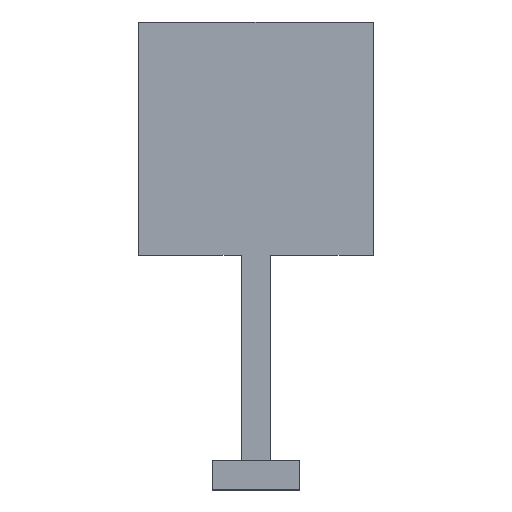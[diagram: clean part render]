
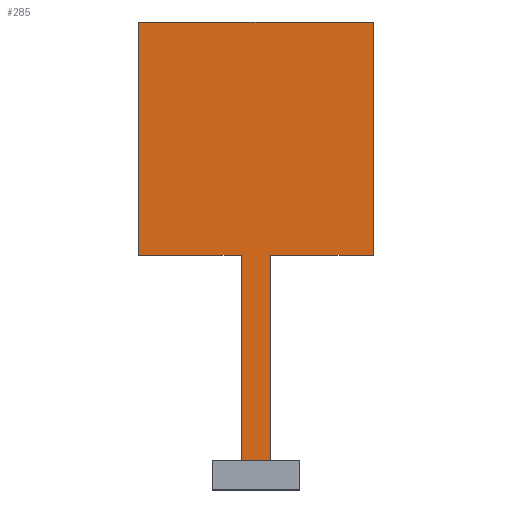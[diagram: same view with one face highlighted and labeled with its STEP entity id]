
A CAD part, top view. The second image highlights one B-rep face of the part: STEP entity #285.
In plain terms, the highlighted planar face has unit normal (0, 0, 1).
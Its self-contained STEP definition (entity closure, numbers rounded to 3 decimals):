
#35=FACE_OUTER_BOUND('',#51,.T.);
#51=EDGE_LOOP('',(#248,#249,#250,#251,#252,#253,#254,#255));
#54=LINE('',#397,#90);
#58=LINE('',#406,#94);
#73=LINE('',#434,#109);
#74=LINE('',#438,#110);
#79=LINE('',#447,#115);
#80=LINE('',#450,#116);
#83=LINE('',#456,#119);
#86=LINE('',#461,#122);
#90=VECTOR('',#327,10.);
#94=VECTOR('',#333,10.);
#109=VECTOR('',#358,10.);
#110=VECTOR('',#363,10.);
#115=VECTOR('',#370,10.);
#116=VECTOR('',#373,10.);
#119=VECTOR('',#378,10.);
#122=VECTOR('',#383,10.);
#126=VERTEX_POINT('',#394);
#127=VERTEX_POINT('',#396);
#130=VERTEX_POINT('',#403);
#131=VERTEX_POINT('',#405);
#140=VERTEX_POINT('',#437);
#143=VERTEX_POINT('',#445);
#144=VERTEX_POINT('',#449);
#146=VERTEX_POINT('',#455);
#150=EDGE_CURVE('',#127,#126,#54,.T.);
#154=EDGE_CURVE('',#131,#130,#58,.T.);
#169=EDGE_CURVE('',#127,#130,#73,.T.);
#170=EDGE_CURVE('',#131,#140,#74,.T.);
#175=EDGE_CURVE('',#143,#126,#79,.T.);
#176=EDGE_CURVE('',#140,#144,#80,.T.);
#179=EDGE_CURVE('',#146,#143,#83,.T.);
#182=EDGE_CURVE('',#144,#146,#86,.T.);
#248=ORIENTED_EDGE('',*,*,#182,.F.);
#249=ORIENTED_EDGE('',*,*,#176,.F.);
#250=ORIENTED_EDGE('',*,*,#170,.F.);
#251=ORIENTED_EDGE('',*,*,#154,.T.);
#252=ORIENTED_EDGE('',*,*,#169,.F.);
#253=ORIENTED_EDGE('',*,*,#150,.T.);
#254=ORIENTED_EDGE('',*,*,#175,.F.);
#255=ORIENTED_EDGE('',*,*,#179,.F.);
#270=PLANE('',#320);
#285=ADVANCED_FACE('',(#35),#270,.T.);
#320=AXIS2_PLACEMENT_3D('',#464,#387,#388);
#327=DIRECTION('',(0.,1.,0.));
#333=DIRECTION('',(0.,-1.,0.));
#358=DIRECTION('',(-1.,0.,0.));
#363=DIRECTION('',(-1.,0.,0.));
#370=DIRECTION('',(-1.,0.,0.));
#373=DIRECTION('',(0.,1.,0.));
#378=DIRECTION('',(0.,-1.,0.));
#383=DIRECTION('',(1.,0.,0.));
#387=DIRECTION('center_axis',(0.,0.,1.));
#388=DIRECTION('ref_axis',(1.,0.,0.));
#394=CARTESIAN_POINT('',(4.907,-24.342,0.));
#396=CARTESIAN_POINT('',(4.907,-94.342,0.));
#397=CARTESIAN_POINT('',(4.907,-94.342,0.));
#403=CARTESIAN_POINT('',(-5.093,-94.342,0.));
#405=CARTESIAN_POINT('',(-5.093,-24.342,0.));
#406=CARTESIAN_POINT('',(-5.093,-24.342,0.));
#434=CARTESIAN_POINT('',(7.454,-94.342,0.));
#437=CARTESIAN_POINT('',(-40.,-24.342,0.));
#438=CARTESIAN_POINT('',(40.,-24.342,0.));
#445=CARTESIAN_POINT('',(40.,-24.342,0.));
#447=CARTESIAN_POINT('',(40.,-24.342,0.));
#449=CARTESIAN_POINT('',(-40.,55.226,0.));
#450=CARTESIAN_POINT('',(-40.,-24.342,0.));
#455=CARTESIAN_POINT('',(40.,55.226,0.));
#456=CARTESIAN_POINT('',(40.,55.226,0.));
#461=CARTESIAN_POINT('',(-40.,55.226,0.));
#464=CARTESIAN_POINT('Origin',(0.,15.442,0.));
